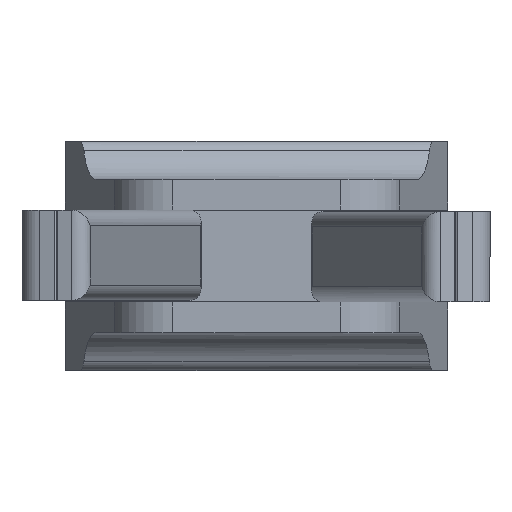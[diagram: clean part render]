
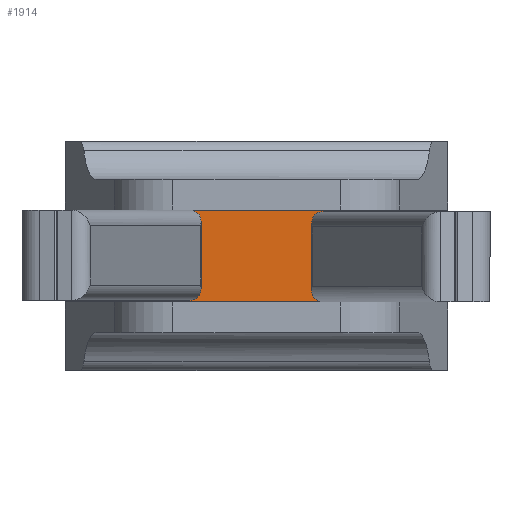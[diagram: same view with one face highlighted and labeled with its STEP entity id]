
A CAD part, front view. The second image highlights one B-rep face of the part: STEP entity #1914.
In plain terms, the highlighted face is planar.
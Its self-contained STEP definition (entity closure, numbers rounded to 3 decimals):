
#119 = ORIENTED_EDGE ( 'NONE', *, *, #1286, .T. ) ;
#254 = ORIENTED_EDGE ( 'NONE', *, *, #1809, .T. ) ;
#465 = LINE ( 'NONE', #1626, #3385 ) ;
#532 = VECTOR ( 'NONE', #1163, 1000. ) ;
#739 = VECTOR ( 'NONE', #3111, 1000. ) ;
#831 = CARTESIAN_POINT ( 'NONE',  ( -22., -4.404, 3. ) ) ;
#871 = PLANE ( 'NONE',  #2980 ) ;
#1133 = CARTESIAN_POINT ( 'NONE',  ( -22., -9.2, 3. ) ) ;
#1157 = ORIENTED_EDGE ( 'NONE', *, *, #1541, .F. ) ;
#1163 = DIRECTION ( 'NONE',  ( 0., 1., 0. ) ) ;
#1168 = VERTEX_POINT ( 'NONE', #831 ) ;
#1286 = EDGE_CURVE ( 'NONE', #1168, #1481, #4496, .T. ) ;
#1481 = VERTEX_POINT ( 'NONE', #1720 ) ;
#1541 = EDGE_CURVE ( 'NONE', #2883, #1481, #465, .T. ) ;
#1626 = CARTESIAN_POINT ( 'NONE',  ( -22., 4.404, 0. ) ) ;
#1720 = CARTESIAN_POINT ( 'NONE',  ( -22., 4.404, 3. ) ) ;
#1741 = CARTESIAN_POINT ( 'NONE',  ( -22., 0., 0. ) ) ;
#1766 = FACE_OUTER_BOUND ( 'NONE', #2541, .T. ) ;
#1809 = EDGE_CURVE ( 'NONE', #2883, #4365, #4157, .T. ) ;
#1914 = ADVANCED_FACE ( 'NONE', ( #1766 ), #871, .T. ) ;
#2347 = DIRECTION ( 'NONE',  ( 0., 0., 1. ) ) ;
#2417 = CARTESIAN_POINT ( 'NONE',  ( -22., -4.404, -3. ) ) ;
#2525 = DIRECTION ( 'NONE',  ( -1., 0., 0. ) ) ;
#2541 = EDGE_LOOP ( 'NONE', ( #119, #1157, #254, #4019 ) ) ;
#2590 = EDGE_CURVE ( 'NONE', #1168, #4365, #3653, .T. ) ;
#2883 = VERTEX_POINT ( 'NONE', #3807 ) ;
#2980 = AXIS2_PLACEMENT_3D ( 'NONE', #1741, #2525, #2347 ) ;
#3111 = DIRECTION ( 'NONE',  ( 0., 0., -1. ) ) ;
#3130 = CARTESIAN_POINT ( 'NONE',  ( -22., -4.404, 0. ) ) ;
#3198 = CARTESIAN_POINT ( 'NONE',  ( -22., -9.2, -3. ) ) ;
#3328 = DIRECTION ( 'NONE',  ( 0., -1., 0. ) ) ;
#3346 = DIRECTION ( 'NONE',  ( 0., 0., 1. ) ) ;
#3385 = VECTOR ( 'NONE', #3346, 1000. ) ;
#3653 = LINE ( 'NONE', #3130, #739 ) ;
#3807 = CARTESIAN_POINT ( 'NONE',  ( -22., 4.404, -3. ) ) ;
#4019 = ORIENTED_EDGE ( 'NONE', *, *, #2590, .F. ) ;
#4157 = LINE ( 'NONE', #3198, #4273 ) ;
#4273 = VECTOR ( 'NONE', #3328, 1000. ) ;
#4365 = VERTEX_POINT ( 'NONE', #2417 ) ;
#4496 = LINE ( 'NONE', #1133, #532 ) ;
